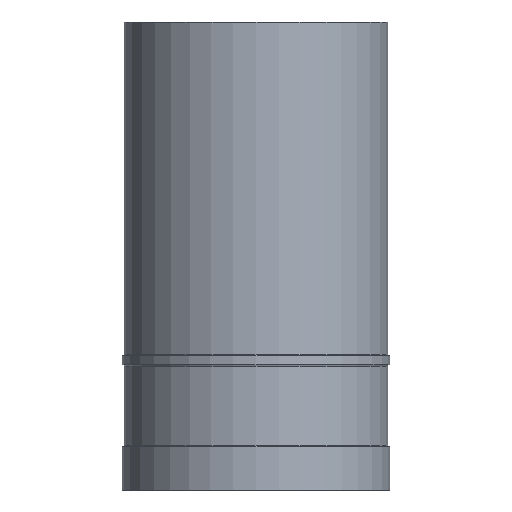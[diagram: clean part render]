
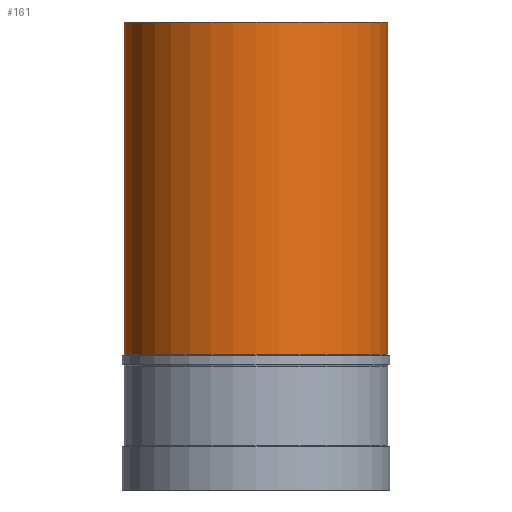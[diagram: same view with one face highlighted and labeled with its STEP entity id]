
A CAD part, front view. The second image highlights one B-rep face of the part: STEP entity #161.
In plain terms, the highlighted cylindrical face has radius 387.35 mm (diameter 774.7 mm), a full revolution.
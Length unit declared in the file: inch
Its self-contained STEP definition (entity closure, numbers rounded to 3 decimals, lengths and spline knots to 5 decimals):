
#27=CYLINDRICAL_SURFACE('',#195,15.25);
#39=FACE_BOUND('',#76,.T.);
#52=FACE_OUTER_BOUND('',#75,.T.);
#75=EDGE_LOOP('',(#140));
#76=EDGE_LOOP('',(#141));
#81=CIRCLE('',#173,15.25);
#93=CIRCLE('',#194,15.25);
#94=VERTEX_POINT('',#254);
#106=VERTEX_POINT('',#287);
#107=EDGE_CURVE('',#94,#94,#81,.T.);
#119=EDGE_CURVE('',#106,#106,#93,.T.);
#140=ORIENTED_EDGE('',*,*,#107,.F.);
#141=ORIENTED_EDGE('',*,*,#119,.F.);
#161=ADVANCED_FACE('',(#52,#39),#27,.T.);
#173=AXIS2_PLACEMENT_3D('',#255,#202,#203);
#194=AXIS2_PLACEMENT_3D('',#288,#244,#245);
#195=AXIS2_PLACEMENT_3D('',#289,#246,#247);
#202=DIRECTION('center_axis',(0.,0.,1.));
#203=DIRECTION('ref_axis',(-1.,0.,0.));
#244=DIRECTION('center_axis',(0.,0.,-1.));
#245=DIRECTION('ref_axis',(-1.,0.,0.));
#246=DIRECTION('center_axis',(0.,0.,1.));
#247=DIRECTION('ref_axis',(-1.,0.,0.));
#254=CARTESIAN_POINT('',(15.25,0.,53.72835));
#255=CARTESIAN_POINT('Origin',(0.,0.,53.72835));
#287=CARTESIAN_POINT('',(15.25,0.,15.2266));
#288=CARTESIAN_POINT('Origin',(0.,0.,15.2266));
#289=CARTESIAN_POINT('Origin',(0.,0.,0.));
